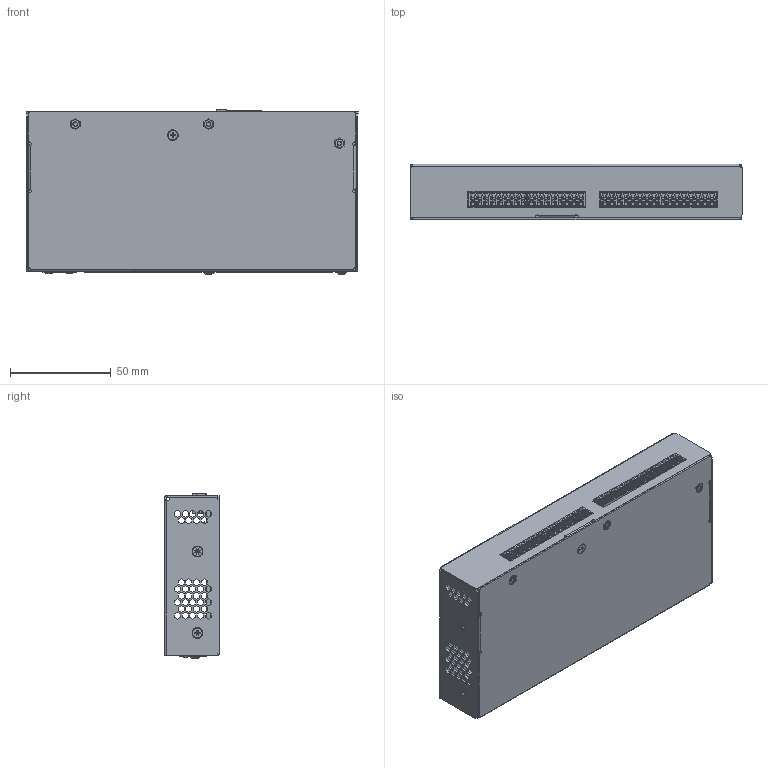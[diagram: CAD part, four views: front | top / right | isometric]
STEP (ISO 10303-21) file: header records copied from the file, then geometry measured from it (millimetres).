
FILE_DESCRIPTION (( 'STEP AP214' ), '1' );
FILE_NAME ('ENVIROMUX-DI16DO16.STEP', '2017-08-09T15:51:22', ( 'test' ), ( '' ), 'SwSTEP 2.0', 'SolidWorks 2011', '' );
FILE_SCHEMA (( 'AUTOMOTIVE_DESIGN' ));
Length unit declared in the file: millimetre
Products named in the file (12): HW5127 CR-FHMS 0.112-40x0.188x0.188_CR-FHMS 0.112-40x0.188x0.188-C; HW5099_SBHCSCREW 0.112-40x0.188-HX-N; HW5126_PEM SO-440-6 ZI--N; EMUX-S16DIO_Main_Board_07022012; HW4033-SCRW#4-40x.25-BUT-TORX-T8-ZN_90022A110; HW4105-RIGHT-ANGLE-BRACKET; CN5333 - RJ45 LED; CN6953; MP4629; MP4628; ENVIROMUX-DI16DO16
Assembly tree (31 placements, depth 3):
  ENVIROMUX-DI16DO16
    HW5126_PEM SO-440-6 ZI--N  x3
    HW5099_SBHCSCREW 0.112-40x0.188-HX-N  x2
    HW5127 CR-FHMS 0.112-40x0.188x0.188_CR-FHMS 0.112-40x0.188x0.188-C  x6
    HW4033-SCRW#4-40x.25-BUT-TORX-T8-ZN_90022A110  x3
    EMUX-S16DIO_Main_Board_07022012
      CN6953  x8
      HW4105-RIGHT-ANGLE-BRACKET  x2
      HW4033-SCRW#4-40x.25-BUT-TORX-T8-ZN_90022A110  x2
      EMUX-S16DIO_Main_Board_07022012
      CN5333 - RJ45 LED
    MP4628
    MP4629
Bounding box: 164.74 x 27.45 x 81.66 mm (x, y, z)
Volume: 61866.4 mm3; surface area: 130610.6 mm2
Topology: 30 solids, 30 shells, 5725 faces, 15265 edges, 9810 vertices
Faces by surface type: plane 4426, cylinder 1002, cone 188, torus 62, bspline 43, sphere 4
Entity records: 69431 total; most frequent: CARTESIAN_POINT 14369, ORIENTED_EDGE 10050, DIRECTION 9335, EDGE_CURVE 5025, VECTOR 3801, LINE 3801, VERTEX_POINT 3261, AXIS2_PLACEMENT_3D 2767
